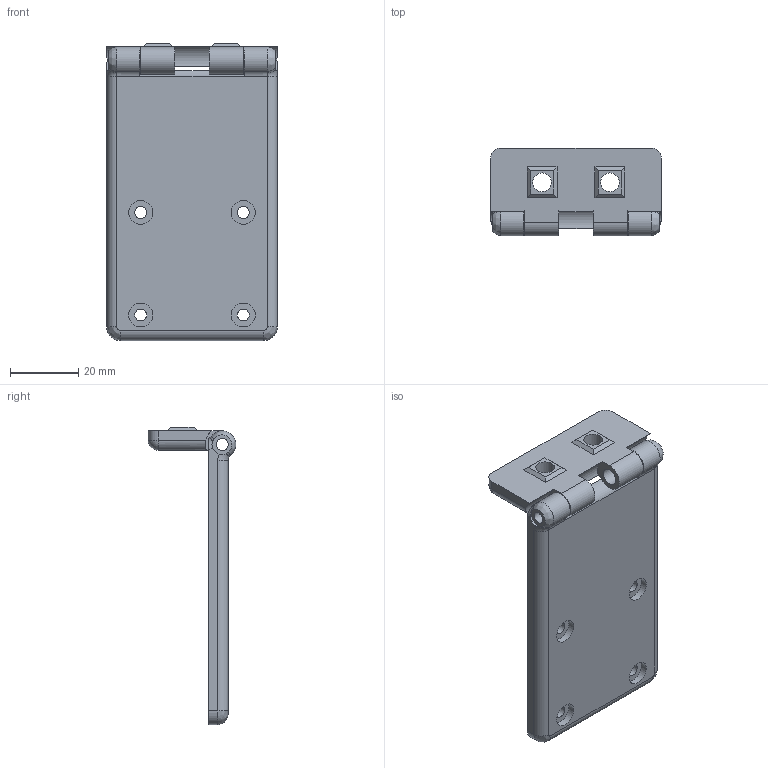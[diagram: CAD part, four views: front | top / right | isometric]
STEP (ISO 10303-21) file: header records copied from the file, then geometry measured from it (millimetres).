
FILE_DESCRIPTION(/* description */ (''),/* implementation_level */ '2;1');
FILE_NAME(/* name */ 'Step''s/1-PanelDue5i_hinged mount v9.step',/* time_stamp */ '2019-10-20T16:55:33-04:00',/* author */ (''),/* organization */ (''),/* preprocessor_version */ 'ST-DEVELOPER v18',/* originating_system */ 'Autodesk Translation Framework v8.6.0.1094',/* authorisation */ '');
FILE_SCHEMA (('AUTOMOTIVE_DESIGN { 1 0 10303 214 3 1 1 }'));
Length unit declared in the file: millimetre
Products named in the file (3): 1-PanelDue5i_hinged mount; top; side
Assembly tree (2 placements, depth 2):
  1-PanelDue5i_hinged mount
    top
    side
Bounding box: 50 x 25.7 x 87 mm (x, y, z)
Volume: 27213.5 mm3; surface area: 13324.5 mm2
Topology: 2 solids, 2 shells, 95 faces, 236 edges, 155 vertices
Faces by surface type: cylinder 43, plane 36, torus 10, bspline 4, sphere 2
Full cylindrical faces by diameter (mm): 3.5 x8, 5 x2, 5.5 x2, 7 x4, 10 x2
Entity records: 3115 total; most frequent: CARTESIAN_POINT 645, DIRECTION 535, ORIENTED_EDGE 472, EDGE_CURVE 236, AXIS2_PLACEMENT_3D 219, VERTEX_POINT 155, EDGE_LOOP 125, CIRCLE 123
